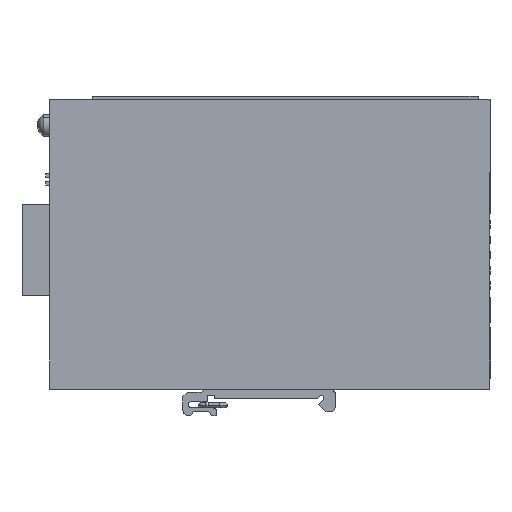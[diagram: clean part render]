
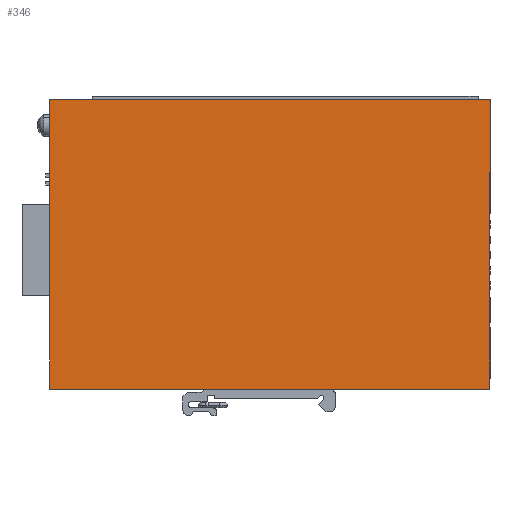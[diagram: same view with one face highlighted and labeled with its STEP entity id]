
A CAD part, left-side view. The second image highlights one B-rep face of the part: STEP entity #346.
In plain terms, the highlighted planar face has unit normal (-1, 0, 0).
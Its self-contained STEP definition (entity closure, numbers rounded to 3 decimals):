
#310=AXIS2_PLACEMENT_3D('Plane Axis2P3D',#307,#308,#309) ;
#307=CARTESIAN_POINT('Axis2P3D Location',(0.,144.3,8.7)) ;
#312=CARTESIAN_POINT('Line Origine',(0.,0.,56.15)) ;
#316=CARTESIAN_POINT('Vertex',(0.,0.,8.7)) ;
#318=CARTESIAN_POINT('Vertex',(0.,0.,103.6)) ;
#321=CARTESIAN_POINT('Line Origine',(0.,72.15,103.6)) ;
#325=CARTESIAN_POINT('Vertex',(0.,144.3,103.6)) ;
#328=CARTESIAN_POINT('Line Origine',(0.,144.3,56.15)) ;
#332=CARTESIAN_POINT('Vertex',(0.,144.3,8.7)) ;
#335=CARTESIAN_POINT('Line Origine',(0.,72.15,8.7)) ;
#308=DIRECTION('Axis2P3D Direction',(-1.,0.,0.)) ;
#309=DIRECTION('Axis2P3D XDirection',(0.,-1.,0.)) ;
#313=DIRECTION('Vector Direction',(0.,0.,1.)) ;
#322=DIRECTION('Vector Direction',(0.,-1.,0.)) ;
#329=DIRECTION('Vector Direction',(0.,0.,1.)) ;
#336=DIRECTION('Vector Direction',(0.,-1.,0.)) ;
#314=VECTOR('Line Direction',#313,1.) ;
#323=VECTOR('Line Direction',#322,1.) ;
#330=VECTOR('Line Direction',#329,1.) ;
#337=VECTOR('Line Direction',#336,1.) ;
#341=ORIENTED_EDGE('',*,*,#320,.T.) ;
#342=ORIENTED_EDGE('',*,*,#327,.F.) ;
#343=ORIENTED_EDGE('',*,*,#334,.F.) ;
#344=ORIENTED_EDGE('',*,*,#339,.F.) ;
#346=ADVANCED_FACE('SWITCH',(#345),#311,.T.) ;
#320=EDGE_CURVE('',#317,#319,#315,.T.) ;
#327=EDGE_CURVE('',#326,#319,#324,.T.) ;
#334=EDGE_CURVE('',#333,#326,#331,.T.) ;
#339=EDGE_CURVE('',#317,#333,#338,.F.) ;
#340=EDGE_LOOP('',(#341,#342,#343,#344)) ;
#345=FACE_OUTER_BOUND('',#340,.T.) ;
#315=LINE('Line',#312,#314) ;
#324=LINE('Line',#321,#323) ;
#331=LINE('Line',#328,#330) ;
#338=LINE('Line',#335,#337) ;
#311=PLANE('',#310) ;
#317=VERTEX_POINT('',#316) ;
#319=VERTEX_POINT('',#318) ;
#326=VERTEX_POINT('',#325) ;
#333=VERTEX_POINT('',#332) ;
